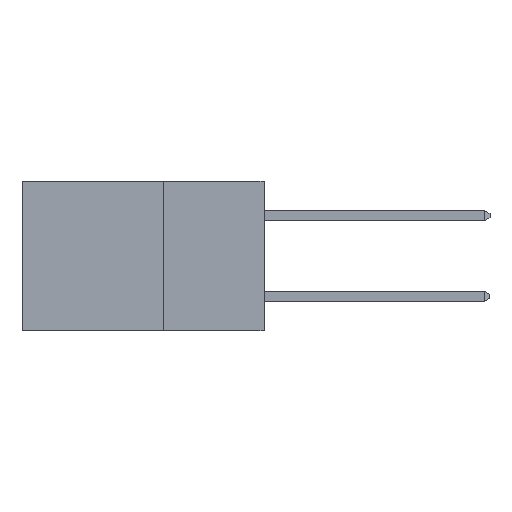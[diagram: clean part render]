
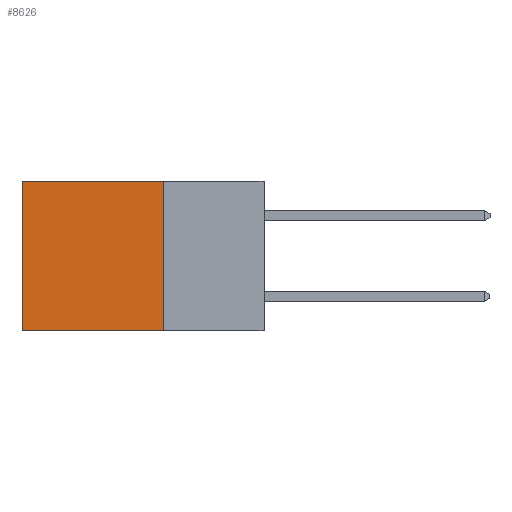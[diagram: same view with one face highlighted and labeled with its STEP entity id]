
A CAD part, left-side view. The second image highlights one B-rep face of the part: STEP entity #8626.
In plain terms, the highlighted planar face has unit normal (-1, 0, 0).
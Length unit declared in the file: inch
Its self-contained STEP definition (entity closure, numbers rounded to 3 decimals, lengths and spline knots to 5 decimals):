
#815 = ORIENTED_EDGE ( 'NONE', *, *, #19418, .T. ) ;
#955 = DIRECTION ( 'NONE',  ( 0., 1., 0. ) ) ;
#1628 = DIRECTION ( 'NONE',  ( 1., 0., 0. ) ) ;
#1742 = ORIENTED_EDGE ( 'NONE', *, *, #3527, .F. ) ;
#3038 = EDGE_CURVE ( 'NONE', #12144, #3788, #3831, .T. ) ;
#3527 = EDGE_CURVE ( 'NONE', #12144, #9406, #11436, .T. ) ;
#3788 = VERTEX_POINT ( 'NONE', #14886 ) ;
#3831 = LINE ( 'NONE', #8444, #19380 ) ;
#3895 = DIRECTION ( 'NONE',  ( 0., 0., -1. ) ) ;
#4000 = CARTESIAN_POINT ( 'NONE',  ( 0.298, 0.25, 0. ) ) ;
#4292 = LINE ( 'NONE', #7851, #7870 ) ;
#4775 = PLANE ( 'NONE',  #12588 ) ;
#4818 = VECTOR ( 'NONE', #7616, 39.37008 ) ;
#6367 = EDGE_CURVE ( 'NONE', #9406, #13071, #4292, .T. ) ;
#7383 = VECTOR ( 'NONE', #3895, 39.37008 ) ;
#7616 = DIRECTION ( 'NONE',  ( 0., 0., -1. ) ) ;
#7851 = CARTESIAN_POINT ( 'NONE',  ( 0.298, 0.25, -0.37 ) ) ;
#7870 = VECTOR ( 'NONE', #12412, 39.37008 ) ;
#8386 = LINE ( 'NONE', #9098, #4818 ) ;
#8444 = CARTESIAN_POINT ( 'NONE',  ( 0.298, 0.25, 0. ) ) ;
#8626 = ADVANCED_FACE ( 'NONE', ( #18801 ), #4775, .F. ) ;
#9098 = CARTESIAN_POINT ( 'NONE',  ( 0.298, 0.6, 0. ) ) ;
#9254 = ORIENTED_EDGE ( 'NONE', *, *, #6367, .F. ) ;
#9406 = VERTEX_POINT ( 'NONE', #18769 ) ;
#9568 = ORIENTED_EDGE ( 'NONE', *, *, #3038, .T. ) ;
#11436 = LINE ( 'NONE', #4000, #7383 ) ;
#12144 = VERTEX_POINT ( 'NONE', #14046 ) ;
#12412 = DIRECTION ( 'NONE',  ( 0., 1., 0. ) ) ;
#12588 = AXIS2_PLACEMENT_3D ( 'NONE', #15414, #1628, #16910 ) ;
#13071 = VERTEX_POINT ( 'NONE', #17759 ) ;
#14046 = CARTESIAN_POINT ( 'NONE',  ( 0.298, 0.25, 0. ) ) ;
#14292 = EDGE_LOOP ( 'NONE', ( #815, #9254, #1742, #9568 ) ) ;
#14886 = CARTESIAN_POINT ( 'NONE',  ( 0.298, 0.6, 0. ) ) ;
#15414 = CARTESIAN_POINT ( 'NONE',  ( 0.298, 0.25, 0. ) ) ;
#16910 = DIRECTION ( 'NONE',  ( 0., 0., -1. ) ) ;
#17759 = CARTESIAN_POINT ( 'NONE',  ( 0.298, 0.6, -0.37 ) ) ;
#18769 = CARTESIAN_POINT ( 'NONE',  ( 0.298, 0.25, -0.37 ) ) ;
#18801 = FACE_OUTER_BOUND ( 'NONE', #14292, .T. ) ;
#19380 = VECTOR ( 'NONE', #955, 39.37008 ) ;
#19418 = EDGE_CURVE ( 'NONE', #3788, #13071, #8386, .T. ) ;
